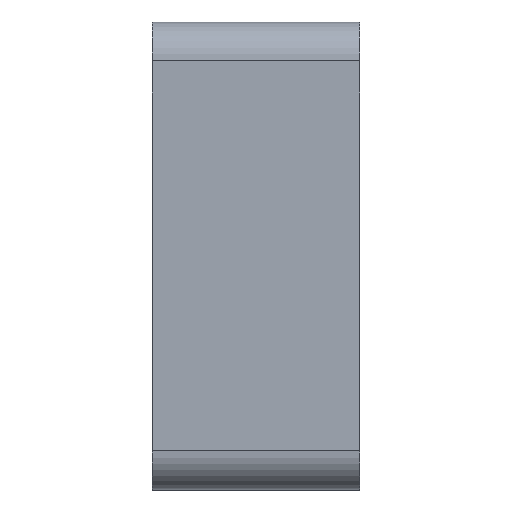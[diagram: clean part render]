
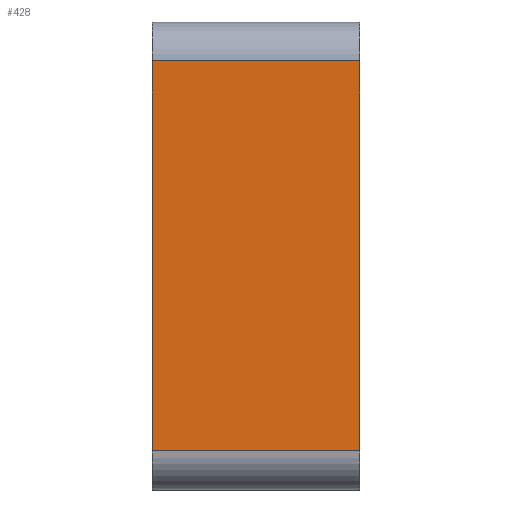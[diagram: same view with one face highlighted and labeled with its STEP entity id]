
A CAD part, top view. The second image highlights one B-rep face of the part: STEP entity #428.
In plain terms, the highlighted face is planar.
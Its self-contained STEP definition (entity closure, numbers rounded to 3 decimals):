
#29=PLANE('',#517);
#46=FACE_OUTER_BOUND('',#70,.T.);
#70=EDGE_LOOP('',(#303,#304,#305,#306));
#95=LINE('',#698,#139);
#97=LINE('',#704,#141);
#98=LINE('',#706,#142);
#99=LINE('',#707,#143);
#139=VECTOR('',#565,8.);
#141=VECTOR('',#571,15.);
#142=VECTOR('',#572,8.);
#143=VECTOR('',#573,15.);
#200=VERTEX_POINT('',#695);
#201=VERTEX_POINT('',#697);
#203=VERTEX_POINT('',#703);
#204=VERTEX_POINT('',#705);
#240=EDGE_CURVE('',#201,#200,#95,.T.);
#243=EDGE_CURVE('',#200,#203,#97,.T.);
#244=EDGE_CURVE('',#204,#203,#98,.T.);
#245=EDGE_CURVE('',#201,#204,#99,.T.);
#303=ORIENTED_EDGE('',*,*,#243,.T.);
#304=ORIENTED_EDGE('',*,*,#244,.F.);
#305=ORIENTED_EDGE('',*,*,#245,.F.);
#306=ORIENTED_EDGE('',*,*,#240,.T.);
#428=ADVANCED_FACE('',(#46),#29,.F.);
#517=AXIS2_PLACEMENT_3D('',#702,#569,#570);
#565=DIRECTION('',(0.,0.,-1.));
#569=DIRECTION('center_axis',(0.,-1.,0.));
#570=DIRECTION('ref_axis',(0.,0.,-1.));
#571=DIRECTION('',(-1.,0.,0.));
#572=DIRECTION('',(0.,0.,-1.));
#573=DIRECTION('',(-1.,0.,0.));
#695=CARTESIAN_POINT('',(16.5,5.,0.));
#697=CARTESIAN_POINT('',(16.5,5.,8.));
#698=CARTESIAN_POINT('',(16.5,5.,8.));
#702=CARTESIAN_POINT('Origin',(1.5,5.,8.));
#703=CARTESIAN_POINT('',(1.5,5.,0.));
#704=CARTESIAN_POINT('',(16.5,5.,0.));
#705=CARTESIAN_POINT('',(1.5,5.,8.));
#706=CARTESIAN_POINT('',(1.5,5.,8.));
#707=CARTESIAN_POINT('',(16.5,5.,8.));
